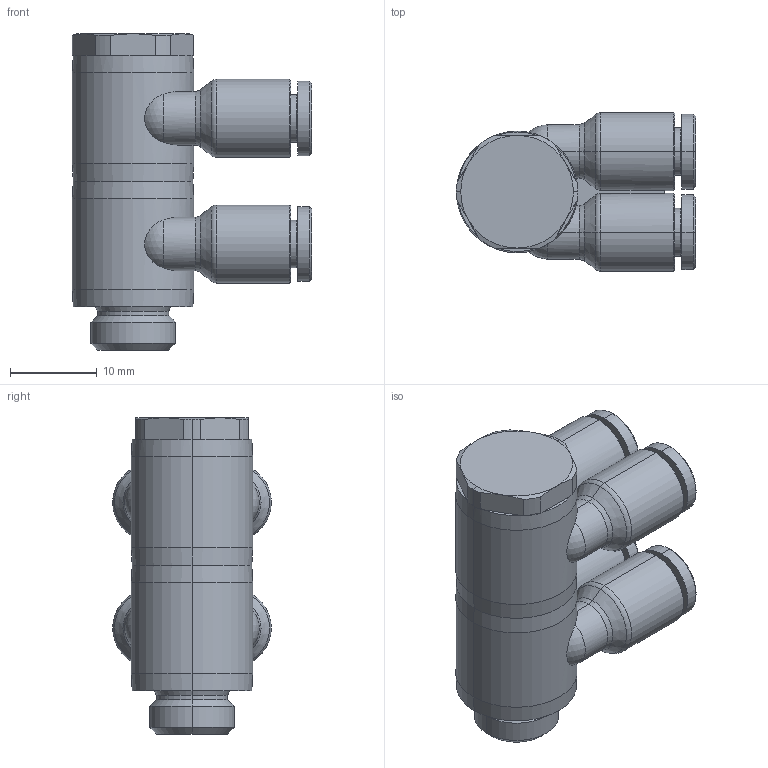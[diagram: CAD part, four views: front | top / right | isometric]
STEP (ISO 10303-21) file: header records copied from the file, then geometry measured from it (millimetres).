
FILE_DESCRIPTION((''),'2;1');
FILE_NAME('GPA_04G01(2)(3D).stp','2012-12-20T10:43:59',(''),(''),'Mechanical Desktop.R8.0.24.0','Mechanical Desktop.R8.0.24.0',', , ');
FILE_SCHEMA(('CONFIG_CONTROL_DESIGN'));
Length unit declared in the file: millimetre
Products named in the file (2): GPA_04G01(2)(3D); 睡ヶ1
Assembly tree (1 placements, depth 2):
  GPA_04G01(2)(3D)
    睡ヶ1
Bounding box: 27.6 x 18.3 x 36.5 mm (x, y, z)
Volume: 6779.5 mm3; surface area: 7273.7 mm2
Topology: 1 solids, 1 shells, 1661 faces, 4646 edges, 3057 vertices
Faces by surface type: plane 1349, bspline 116, cylinder 100, cone 80, torus 12, sphere 4
Entity records: 54743 total; most frequent: CARTESIAN_POINT 12004, ORIENTED_EDGE 9288, DIRECTION 8210, EDGE_CURVE 4644, VECTOR 4060, LINE 4060, VERTEX_POINT 3057, AXIS2_PLACEMENT_3D 2075
